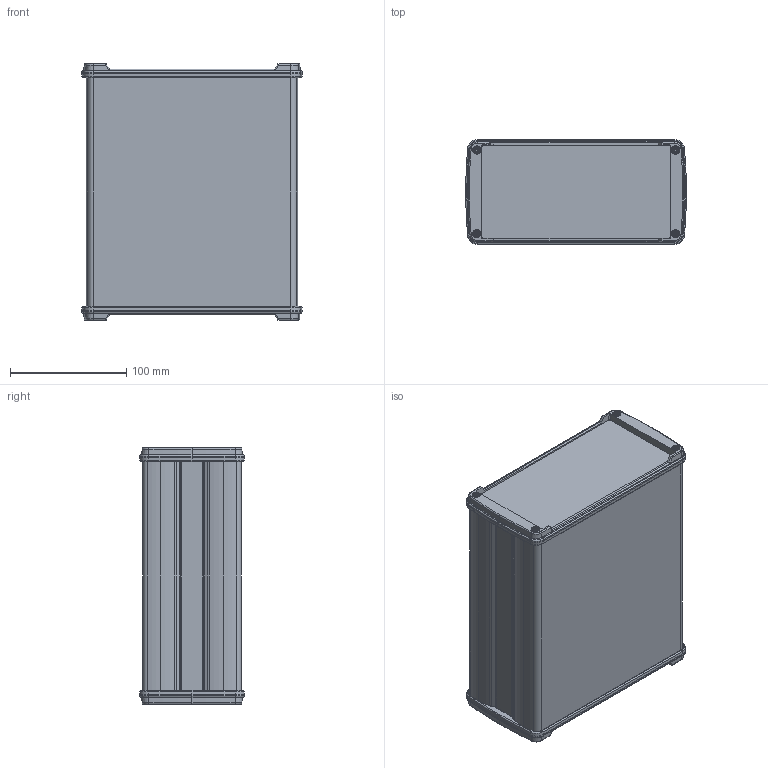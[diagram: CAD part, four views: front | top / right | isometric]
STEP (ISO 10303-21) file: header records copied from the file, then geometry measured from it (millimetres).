
FILE_DESCRIPTION (( 'STEP AP214' ), '1' );
FILE_NAME ('07503011.STEP', '2016-03-10T09:30:08', ( 'Macha' ), ( 'Hewlett-Packard Company' ), 'SwSTEP 2.0', 'SolidWorks 2015', '' );
FILE_SCHEMA (( 'AUTOMOTIVE_DESIGN' ));
Length unit declared in the file: millimetre
Products named in the file (10): 56007; 11569_300 mm mit Bearbeitung f〉 M3; 95984; 93686; 93372; 88682; 12888; 11570_296 mm; 07503011
Assembly tree (26 placements, depth 3):
  07503011
    11570_296 mm
    11570_296 mm
    12888  x2
    88682  x2
    93372  x2
    93686  x8
    95984  x8
    56007
      11569_300 mm mit Bearbeitung f〉 M3
Bounding box: 189.81 x 90 x 220.4 mm (x, y, z)
Volume: 681868.8 mm3; surface area: 409969.5 mm2
Topology: 25 solids, 25 shells, 2012 faces, 5244 edges, 3350 vertices
Faces by surface type: plane 692, cylinder 680, cone 242, torus 208, bspline 158, sphere 32
Entity records: 40973 total; most frequent: CARTESIAN_POINT 10602, DIRECTION 6397, ORIENTED_EDGE 6324, EDGE_CURVE 3162, AXIS2_PLACEMENT_3D 2298, VERTEX_POINT 2051, LINE 1801, VECTOR 1801
